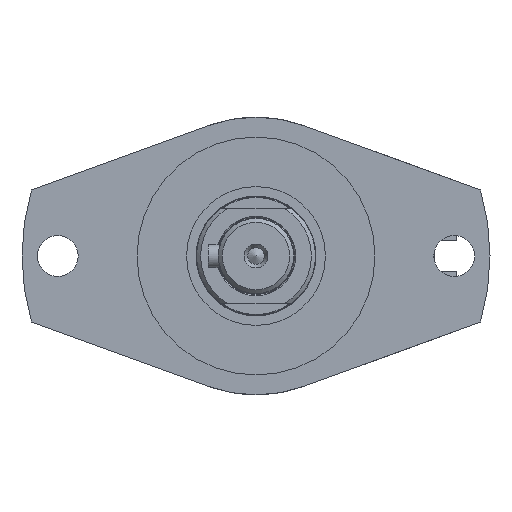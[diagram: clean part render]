
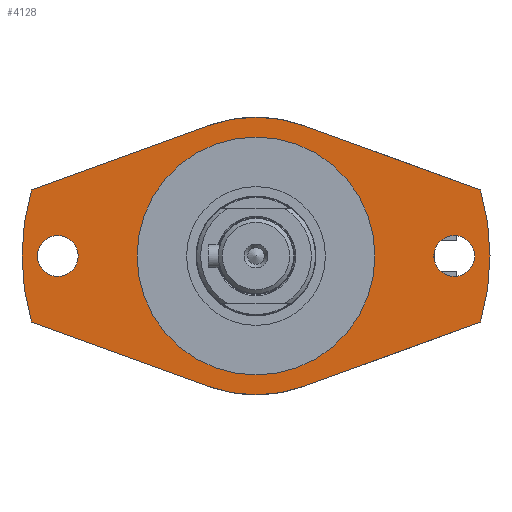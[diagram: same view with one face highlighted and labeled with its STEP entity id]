
A CAD part, left-side view. The second image highlights one B-rep face of the part: STEP entity #4128.
In plain terms, the highlighted planar face has unit normal (-1, 0, 0).
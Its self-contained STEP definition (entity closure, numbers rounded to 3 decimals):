
#162=FACE_BOUND('',#718,.T.);
#163=FACE_BOUND('',#719,.T.);
#164=FACE_BOUND('',#720,.T.);
#259=PLANE('',#4617);
#455=FACE_OUTER_BOUND('',#717,.T.);
#717=EDGE_LOOP('',(#3404,#3405,#3406,#3407,#3408,#3409,#3410,#3411));
#718=EDGE_LOOP('',(#3412));
#719=EDGE_LOOP('',(#3413));
#720=EDGE_LOOP('',(#3414,#3415));
#960=LINE('',#7246,#1187);
#963=LINE('',#7252,#1190);
#967=LINE('',#7259,#1194);
#970=LINE('',#7265,#1197);
#1187=VECTOR('',#5708,10.);
#1190=VECTOR('',#5713,10.);
#1194=VECTOR('',#5719,10.);
#1197=VECTOR('',#5724,10.);
#1454=CIRCLE('',#4599,35.);
#1456=CIRCLE('',#4601,35.);
#1460=CIRCLE('',#4606,5.15);
#1463=CIRCLE('',#4610,5.15);
#1465=CIRCLE('',#4618,59.);
#1466=CIRCLE('',#4619,59.);
#1467=CIRCLE('',#4620,30.);
#1468=CIRCLE('',#4621,30.);
#1834=VERTEX_POINT('',#7211);
#1835=VERTEX_POINT('',#7213);
#1838=VERTEX_POINT('',#7219);
#1839=VERTEX_POINT('',#7221);
#1843=VERTEX_POINT('',#7231);
#1846=VERTEX_POINT('',#7239);
#1847=VERTEX_POINT('',#7243);
#1850=VERTEX_POINT('',#7251);
#1852=VERTEX_POINT('',#7257);
#1854=VERTEX_POINT('',#7262);
#1855=VERTEX_POINT('',#7271);
#1856=VERTEX_POINT('',#7272);
#2369=EDGE_CURVE('',#1835,#1834,#1454,.T.);
#2373=EDGE_CURVE('',#1839,#1838,#1456,.T.);
#2379=EDGE_CURVE('',#1843,#1843,#1460,.T.);
#2383=EDGE_CURVE('',#1846,#1846,#1463,.T.);
#2385=EDGE_CURVE('',#1834,#1847,#960,.T.);
#2388=EDGE_CURVE('',#1850,#1839,#963,.T.);
#2392=EDGE_CURVE('',#1838,#1852,#967,.T.);
#2395=EDGE_CURVE('',#1854,#1835,#970,.T.);
#2397=EDGE_CURVE('',#1850,#1847,#1465,.T.);
#2398=EDGE_CURVE('',#1854,#1852,#1466,.T.);
#2399=EDGE_CURVE('',#1855,#1856,#1467,.T.);
#2400=EDGE_CURVE('',#1856,#1855,#1468,.T.);
#3404=ORIENTED_EDGE('',*,*,#2395,.T.);
#3405=ORIENTED_EDGE('',*,*,#2369,.T.);
#3406=ORIENTED_EDGE('',*,*,#2385,.T.);
#3407=ORIENTED_EDGE('',*,*,#2397,.F.);
#3408=ORIENTED_EDGE('',*,*,#2388,.T.);
#3409=ORIENTED_EDGE('',*,*,#2373,.T.);
#3410=ORIENTED_EDGE('',*,*,#2392,.T.);
#3411=ORIENTED_EDGE('',*,*,#2398,.F.);
#3412=ORIENTED_EDGE('',*,*,#2379,.T.);
#3413=ORIENTED_EDGE('',*,*,#2383,.T.);
#3414=ORIENTED_EDGE('',*,*,#2399,.T.);
#3415=ORIENTED_EDGE('',*,*,#2400,.T.);
#4128=ADVANCED_FACE('',(#455,#162,#163,#164),#259,.T.);
#4599=AXIS2_PLACEMENT_3D('',#7214,#5676,#5677);
#4601=AXIS2_PLACEMENT_3D('',#7222,#5682,#5683);
#4606=AXIS2_PLACEMENT_3D('',#7233,#5694,#5695);
#4610=AXIS2_PLACEMENT_3D('',#7241,#5703,#5704);
#4617=AXIS2_PLACEMENT_3D('',#7268,#5729,#5730);
#4618=AXIS2_PLACEMENT_3D('',#7269,#5731,#5732);
#4619=AXIS2_PLACEMENT_3D('',#7270,#5733,#5734);
#4620=AXIS2_PLACEMENT_3D('',#7273,#5735,#5736);
#4621=AXIS2_PLACEMENT_3D('',#7274,#5737,#5738);
#5676=DIRECTION('center_axis',(-1.,0.,0.));
#5677=DIRECTION('ref_axis',(0.,-0.342,0.94));
#5682=DIRECTION('center_axis',(-1.,0.,0.));
#5683=DIRECTION('ref_axis',(0.,0.342,-0.94));
#5694=DIRECTION('center_axis',(1.,0.,0.));
#5695=DIRECTION('ref_axis',(0.,0.,
-1.));
#5703=DIRECTION('center_axis',(1.,0.,0.));
#5704=DIRECTION('ref_axis',(0.,0.,
-1.));
#5708=DIRECTION('',(0.,-0.94,0.342));
#5713=DIRECTION('',(0.,0.94,0.342));
#5719=DIRECTION('',(0.,0.94,-0.342));
#5724=DIRECTION('',(0.,-0.94,-0.342));
#5729=DIRECTION('center_axis',(-1.,0.,0.));
#5730=DIRECTION('ref_axis',(0.,0.,
1.));
#5731=DIRECTION('center_axis',(1.,0.,0.));
#5732=DIRECTION('ref_axis',(0.,1.,0.));
#5733=DIRECTION('center_axis',(1.,0.,0.));
#5734=DIRECTION('ref_axis',(0.,1.,0.));
#5735=DIRECTION('center_axis',(1.,0.,0.));
#5736=DIRECTION('ref_axis',(0.,1.,0.));
#5737=DIRECTION('center_axis',(1.,0.,0.));
#5738=DIRECTION('ref_axis',(0.,1.,0.));
#7211=CARTESIAN_POINT('',(-165.5,-11.971,-32.889));
#7213=CARTESIAN_POINT('',(-165.5,11.971,-32.889));
#7214=CARTESIAN_POINT('Origin',(-165.5,0.,0.));
#7219=CARTESIAN_POINT('',(-165.5,11.971,32.889));
#7221=CARTESIAN_POINT('',(-165.5,-11.971,32.889));
#7222=CARTESIAN_POINT('Origin',(-165.5,0.,0.));
#7231=CARTESIAN_POINT('',(-165.5,-50.,5.15));
#7233=CARTESIAN_POINT('Origin',(-165.5,-50.,0.));
#7239=CARTESIAN_POINT('',(-165.5,50.,5.15));
#7241=CARTESIAN_POINT('Origin',(-165.5,50.,0.));
#7243=CARTESIAN_POINT('',(-165.5,-56.604,-16.644));
#7246=CARTESIAN_POINT('',(-165.5,7.677,-40.04));
#7251=CARTESIAN_POINT('',(-165.5,-56.604,16.644));
#7252=CARTESIAN_POINT('',(-165.5,-37.505,23.596));
#7257=CARTESIAN_POINT('',(-165.5,56.604,16.644));
#7259=CARTESIAN_POINT('',(-165.5,31.618,25.738));
#7262=CARTESIAN_POINT('',(-165.5,56.604,-16.644));
#7265=CARTESIAN_POINT('',(-165.5,76.799,-9.294));
#7268=CARTESIAN_POINT('Origin',(-165.5,44.5,0.));
#7269=CARTESIAN_POINT('Origin',(-165.5,0.,0.));
#7270=CARTESIAN_POINT('Origin',(-165.5,0.,0.));
#7271=CARTESIAN_POINT('',(-165.5,30.,0.));
#7272=CARTESIAN_POINT('',(-165.5,-30.,0.));
#7273=CARTESIAN_POINT('Origin',(-165.5,0.,0.));
#7274=CARTESIAN_POINT('Origin',(-165.5,0.,0.));
